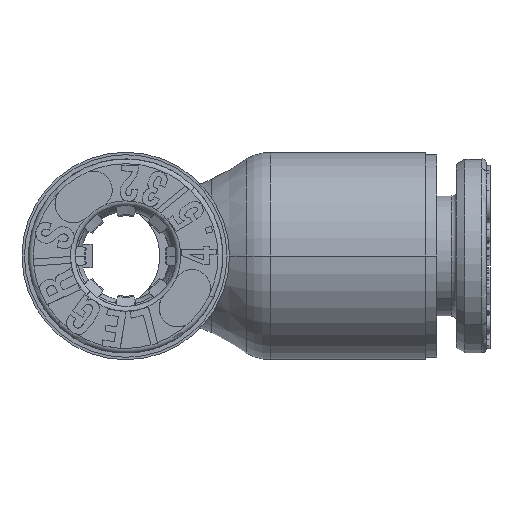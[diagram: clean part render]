
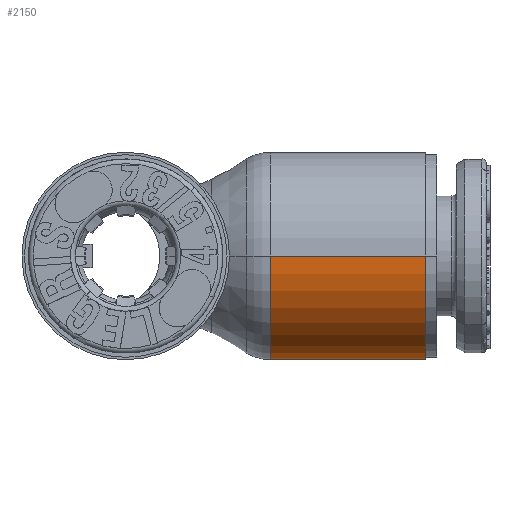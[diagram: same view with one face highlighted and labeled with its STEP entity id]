
A CAD part, left-side view. The second image highlights one B-rep face of the part: STEP entity #2150.
In plain terms, the highlighted cylindrical face has radius 4.325 mm (diameter 8.65 mm), a partial arc.
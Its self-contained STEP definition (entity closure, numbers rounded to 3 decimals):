
#2150=ADVANCED_FACE('',(#5970),#5971,.T.);
#5970=FACE_OUTER_BOUND('',#15178,.T.);
#5971=CYLINDRICAL_SURFACE('',#15179,4.325);
#15178=EDGE_LOOP('',(#30243,#30244,#30245,#30246));
#15179=AXIS2_PLACEMENT_3D('',#30247,#30248,#30249);
#30243=ORIENTED_EDGE('',*,*,#36351,.T.);
#30244=ORIENTED_EDGE('',*,*,#36352,.T.);
#30245=ORIENTED_EDGE('',*,*,#36350,.F.);
#30246=ORIENTED_EDGE('',*,*,#36353,.F.);
#30247=CARTESIAN_POINT('',(0.0,0.625,0.0));
#30248=DIRECTION('',(0.0,1.0,-0.0));
#30249=DIRECTION('',(-1.0,0.0,0.0));
#36350=EDGE_CURVE('',#44377,#44375,#44380,.T.);
#36351=EDGE_CURVE('',#44381,#44382,#44383,.T.);
#36352=EDGE_CURVE('',#44382,#44375,#44384,.T.);
#36353=EDGE_CURVE('',#44381,#44377,#44385,.T.);
#44375=VERTEX_POINT('',#62294);
#44377=VERTEX_POINT('',#62296);
#44380=CIRCLE('',#62299,4.325);
#44381=VERTEX_POINT('',#62300);
#44382=VERTEX_POINT('',#62301);
#44383=CIRCLE('',#62302,4.325);
#44384=LINE('',#62303,#62304);
#44385=LINE('',#62305,#62306);
#62294=CARTESIAN_POINT('',(-4.325,-6.036,0.0));
#62296=CARTESIAN_POINT('',(4.325,-6.036,0.0));
#62299=AXIS2_PLACEMENT_3D('',#69449,#69450,#69451);
#62300=CARTESIAN_POINT('',(4.325,-12.5,0.0));
#62301=CARTESIAN_POINT('',(-4.325,-12.5,0.0));
#62302=AXIS2_PLACEMENT_3D('',#69452,#69453,#69454);
#62303=CARTESIAN_POINT('',(-4.325,-12.5,0.0));
#62304=VECTOR('',#69455,6.464);
#62305=CARTESIAN_POINT('',(4.325,-12.5,0.0));
#62306=VECTOR('',#69456,6.464);
#69449=CARTESIAN_POINT('',(0.0,-6.036,0.0));
#69450=DIRECTION('',(-0.0,1.0,0.0));
#69451=DIRECTION('',(1.0,0.0,0.0));
#69452=CARTESIAN_POINT('',(0.0,-12.5,0.0));
#69453=DIRECTION('',(-0.0,1.0,0.0));
#69454=DIRECTION('',(1.0,0.0,0.0));
#69455=DIRECTION('',(0.0,1.0,0.0));
#69456=DIRECTION('',(0.0,1.0,0.0));
